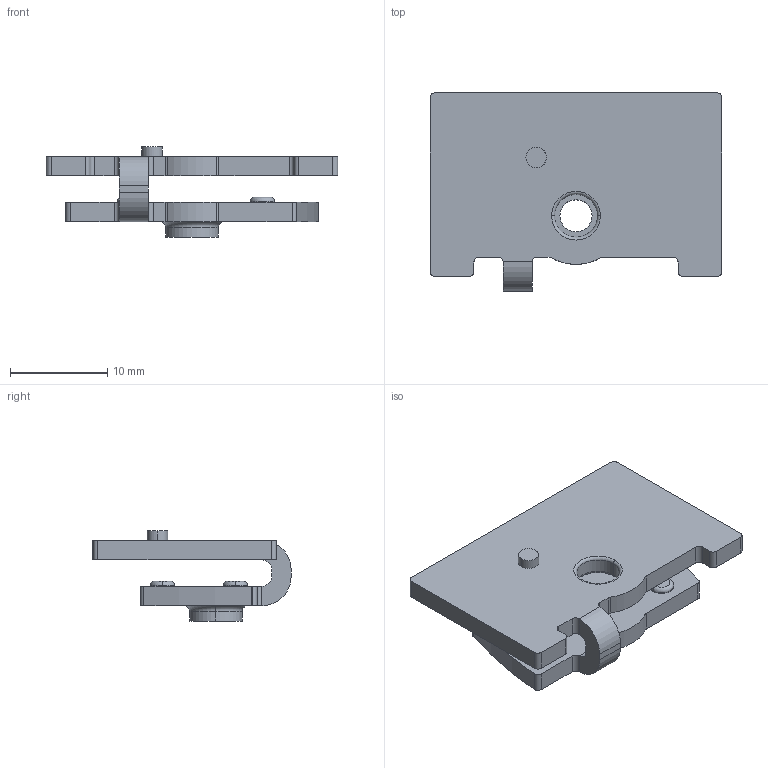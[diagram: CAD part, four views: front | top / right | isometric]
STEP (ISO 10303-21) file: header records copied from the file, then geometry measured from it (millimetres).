
FILE_DESCRIPTION (( 'STEP AP214' ), '1' );
FILE_NAME ('3011-210.STEP', '2024-09-06T11:45:24', ( '' ), ( '' ), 'SwSTEP 2.0', 'SolidWorks 2022', '' );
FILE_SCHEMA (( 'AUTOMOTIVE_DESIGN' ));
Length unit declared in the file: millimetre
Products named in the file (2): 3011-210; 4.Teil.3011-210_1
Assembly tree (1 placements, depth 2):
  3011-210
    4.Teil.3011-210_1
Bounding box: 30 x 20.4 x 9.3 mm (x, y, z)
Volume: 1666.1 mm3; surface area: 2119.5 mm2
Topology: 1 solids, 1 shells, 96 faces, 233 edges, 148 vertices
Faces by surface type: cylinder 51, plane 31, torus 14
Entity records: 2925 total; most frequent: DIRECTION 563, CARTESIAN_POINT 481, ORIENTED_EDGE 466, EDGE_CURVE 233, AXIS2_PLACEMENT_3D 230, VERTEX_POINT 148, CIRCLE 130, EDGE_LOOP 109
